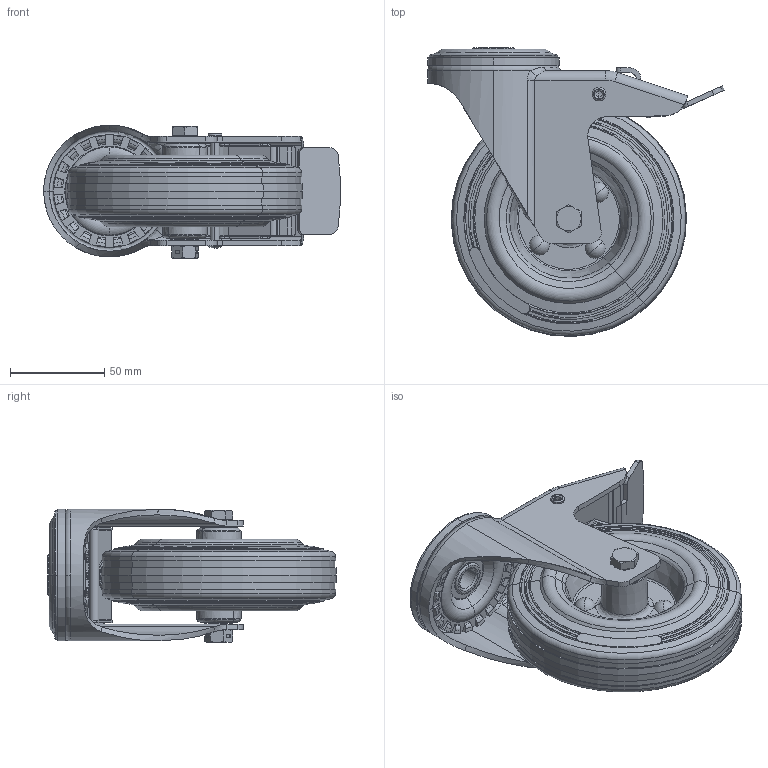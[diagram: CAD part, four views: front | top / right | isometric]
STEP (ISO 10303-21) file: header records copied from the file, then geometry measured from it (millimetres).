
FILE_DESCRIPTION (( 'STEP AP214' ), '1' );
FILE_NAME ('0055991.step', '2023-10-18T10:12:29', ( '' ), ( '' ), 'SwSTEP 2.0', 'SolidWorks 2020', '' );
FILE_SCHEMA (( 'AUTOMOTIVE_DESIGN' ));
Length unit declared in the file: millimetre
Products named in the file (1): 0055991
Bounding box: 157.58 x 153.47 x 71 mm (x, y, z)
Surface area: 113382.4 mm2 (no closed solid volume)
Topology: 0 solids, 25 shells, 674 faces, 1910 edges, 1234 vertices
Faces by surface type: plane 172, cylinder 150, torus 144, cone 144, bspline 48, sphere 16
Entity records: 33006 total; most frequent: CARTESIAN_POINT 8739, DIRECTION 3579, ORIENTED_EDGE 3297, EDGE_CURVE 1896, AXIS2_PLACEMENT_3D 1456, VERTEX_POINT 1236, CIRCLE 829, EDGE_LOOP 725
